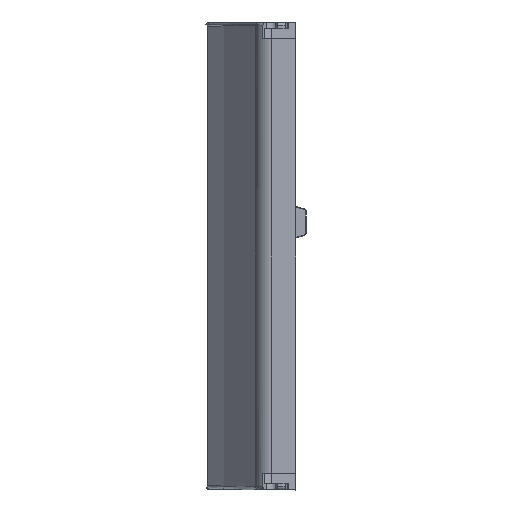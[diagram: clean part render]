
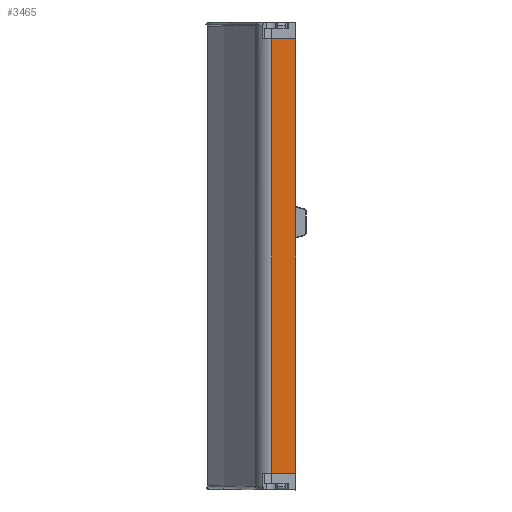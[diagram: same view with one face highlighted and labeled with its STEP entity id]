
A CAD part, left-side view. The second image highlights one B-rep face of the part: STEP entity #3465.
In plain terms, the highlighted face is planar.
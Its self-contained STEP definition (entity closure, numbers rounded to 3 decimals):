
#989=DIRECTION('',(-0.026,1.,0.));
#990=VECTOR('',#989,7.096);
#991=CARTESIAN_POINT('',(141.,0.,-64.235));
#992=LINE('',#991,#990);
#1048=DIRECTION('',(0.,0.,1.));
#1049=VECTOR('',#1048,128.47);
#1050=CARTESIAN_POINT('',(141.,0.,-64.235));
#1051=LINE('',#1050,#1049);
#1055=DIRECTION('',(0.,0.,1.));
#1056=VECTOR('',#1055,128.47);
#1057=CARTESIAN_POINT('',(140.814,7.093,-64.235));
#1058=LINE('',#1057,#1056);
#1127=DIRECTION('',(0.026,-1.,0.));
#1128=VECTOR('',#1127,7.096);
#1129=CARTESIAN_POINT('',(140.814,7.093,64.235));
#1130=LINE('',#1129,#1128);
#2579=CARTESIAN_POINT('',(141.,0.,-64.235));
#2581=VERTEX_POINT('',#2579);
#2583=CARTESIAN_POINT('',(140.814,7.093,-64.235));
#2584=VERTEX_POINT('',#2583);
#2587=CARTESIAN_POINT('',(141.,0.,64.235));
#2588=VERTEX_POINT('',#2587);
#2591=CARTESIAN_POINT('',(140.814,7.093,64.235));
#2592=VERTEX_POINT('',#2591);
#3452=CARTESIAN_POINT('',(141.,0.,69.235));
#3453=DIRECTION('',(-1.,-0.026,0.));
#3454=DIRECTION('',(-0.026,1.,0.));
#3455=AXIS2_PLACEMENT_3D('',#3452,#3453,#3454);
#3456=PLANE('',#3455);
#3458=ORIENTED_EDGE('',*,*,#3457,.F.);
#3459=ORIENTED_EDGE('',*,*,#3410,.F.);
#3460=ORIENTED_EDGE('',*,*,#3435,.T.);
#3462=ORIENTED_EDGE('',*,*,#3461,.F.);
#3463=EDGE_LOOP('',(#3458,#3459,#3460,#3462));
#3464=FACE_OUTER_BOUND('',#3463,.F.);
#3410=EDGE_CURVE('',#2581,#2584,#992,.T.);
#3435=EDGE_CURVE('',#2581,#2588,#1051,.T.);
#3457=EDGE_CURVE('',#2584,#2592,#1058,.T.);
#3461=EDGE_CURVE('',#2592,#2588,#1130,.T.);
#3465=ADVANCED_FACE('',(#3464),#3456,.F.);
